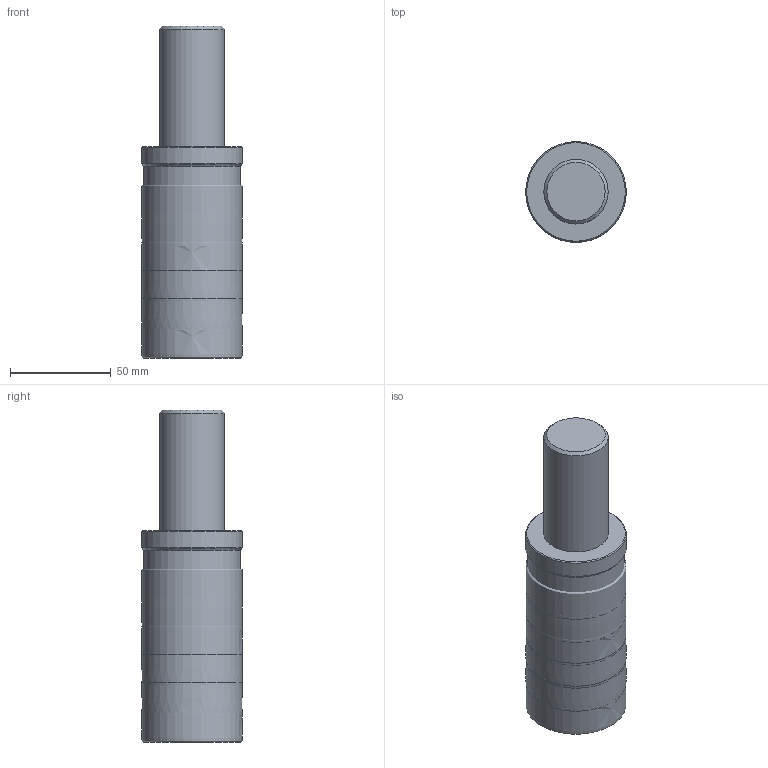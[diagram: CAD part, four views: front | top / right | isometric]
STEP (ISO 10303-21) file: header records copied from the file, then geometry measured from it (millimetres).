
FILE_DESCRIPTION(/* description */ (''),/* implementation_level */ '2;1');
FILE_NAME(/* name */ 'R217.69-3250.3S-085-XO16.4A_Basic.stp',/* time_stamp */ '2021-05-04T17:25:51+06:00',/* author */ (''),/* organization */ (''),/* preprocessor_version */ 'ST-DEVELOPER v16.7',/* originating_system */ 'SIEMENS PLM Software NX 12.0',/* authorisation */ '');
FILE_SCHEMA (('AUTOMOTIVE_DESIGN { 1 0 10303 214 3 1 1 1 }'));
Length unit declared in the file: millimetre
Products named in the file (4): CUT; NOCUT; ASSEMBLY_CONSTRUCTION; inpu41CCD037kggs
Assembly tree (3 placements, depth 2):
  inpu41CCD037kggs
    ASSEMBLY_CONSTRUCTION
    NOCUT
    CUT
Bounding box: 50 x 50 x 165 mm (x, y, z)
Volume: 362553.2 mm3; surface area: 64120.3 mm2
Topology: 7 solids, 7 shells, 45 faces, 110 edges, 109 vertices
Faces by surface type: cone 15, torus 15, revolution 8, plane 4, cylinder 3
Full cylindrical faces by diameter (mm): 31.992 x1, 48.021 x1, 50 x1
Entity records: 2499 total; most frequent: CARTESIAN_POINT 1151, DIRECTION 248, AXIS2_PLACEMENT_3D 120, STYLED_ITEM 92, PRESENTATION_STYLE_ASSIGNMENT 92, FACE_BOUND 82, EDGE_LOOP 80, ORIENTED_EDGE 80
